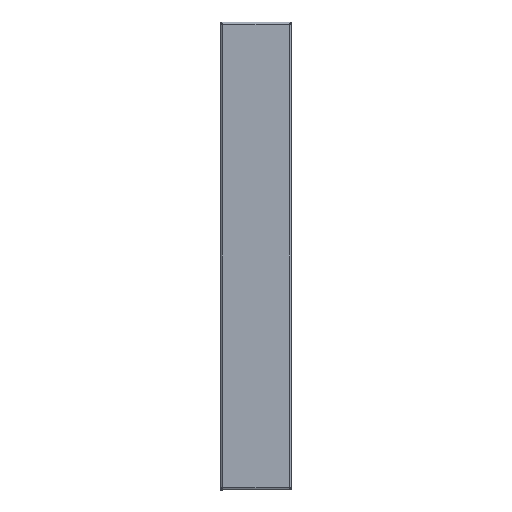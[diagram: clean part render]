
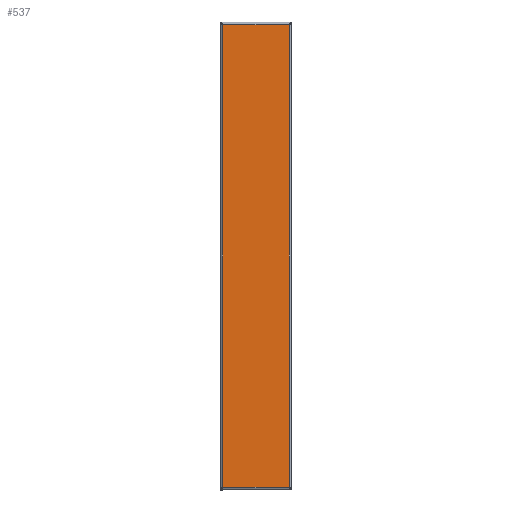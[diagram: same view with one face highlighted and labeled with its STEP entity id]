
A CAD part, left-side view. The second image highlights one B-rep face of the part: STEP entity #537.
In plain terms, the highlighted face is planar.
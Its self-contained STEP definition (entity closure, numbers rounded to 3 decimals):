
#319=PLANE('',#2086);
#436=B_SPLINE_CURVE_WITH_KNOTS('',1,(#2971,#2972),.UNSPECIFIED.,.F.,.F.,
(2,2),(0.,1.),.UNSPECIFIED.);
#438=B_SPLINE_CURVE_WITH_KNOTS('',1,(#2979,#2980),.UNSPECIFIED.,.F.,.F.,
(2,2),(0.,1.),.UNSPECIFIED.);
#439=B_SPLINE_CURVE_WITH_KNOTS('',1,(#2985,#2986),.UNSPECIFIED.,.F.,.F.,
(2,2),(0.,1.),.UNSPECIFIED.);
#440=B_SPLINE_CURVE_WITH_KNOTS('',1,(#2988,#2989),.UNSPECIFIED.,.F.,.F.,
(2,2),(0.,1.),.UNSPECIFIED.);
#537=ADVANCED_FACE('F37',(#661),#319,.T.);
#661=FACE_OUTER_BOUND('',#785,.T.);
#785=EDGE_LOOP('',(#1201,#1202,#1203,#1204));
#1201=ORIENTED_EDGE('',*,*,#1750,.F.);
#1202=ORIENTED_EDGE('',*,*,#1748,.F.);
#1203=ORIENTED_EDGE('',*,*,#1745,.F.);
#1204=ORIENTED_EDGE('',*,*,#1751,.F.);
#1449=VERTEX_POINT('',#2666);
#1489=VERTEX_POINT('',#2819);
#1523=VERTEX_POINT('',#2966);
#1527=VERTEX_POINT('',#2987);
#1745=EDGE_CURVE('E120',#1489,#1523,#436,.T.);
#1748=EDGE_CURVE('E102',#1523,#1449,#438,.T.);
#1750=EDGE_CURVE('E124',#1449,#1527,#439,.T.);
#1751=EDGE_CURVE('E108',#1527,#1489,#440,.T.);
#2086=AXIS2_PLACEMENT_3D('',#2990,#2403,#2404);
#2403=DIRECTION('',(0.,0.,1.));
#2404=DIRECTION('',(1.,0.,0.));
#2666=CARTESIAN_POINT('',(423.676,-225.595,-1036.761));
#2819=CARTESIAN_POINT('',(1060.676,-316.595,-1036.761));
#2966=CARTESIAN_POINT('',(423.676,-316.595,-1036.761));
#2971=CARTESIAN_POINT('',(1060.676,-316.595,-1036.761));
#2972=CARTESIAN_POINT('',(423.676,-316.595,-1036.761));
#2979=CARTESIAN_POINT('',(423.676,-316.595,-1036.761));
#2980=CARTESIAN_POINT('',(423.676,-225.595,-1036.761));
#2985=CARTESIAN_POINT('',(423.676,-225.595,-1036.761));
#2986=CARTESIAN_POINT('',(1060.676,-225.595,-1036.761));
#2987=CARTESIAN_POINT('',(1060.676,-225.595,-1036.761));
#2988=CARTESIAN_POINT('',(1060.676,-225.595,-1036.761));
#2989=CARTESIAN_POINT('',(1060.676,-316.595,-1036.761));
#2990=CARTESIAN_POINT('',(423.676,-316.595,-1036.761));
